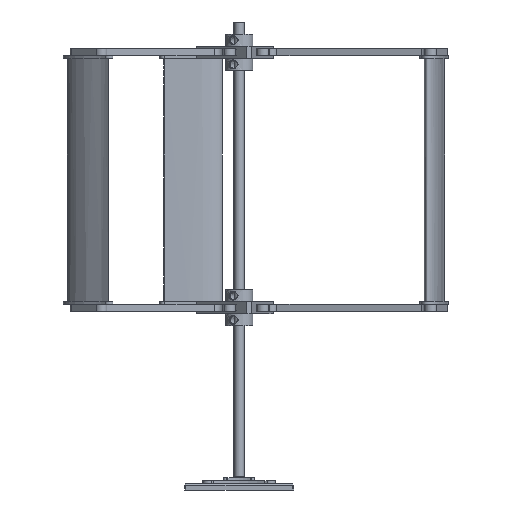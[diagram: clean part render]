
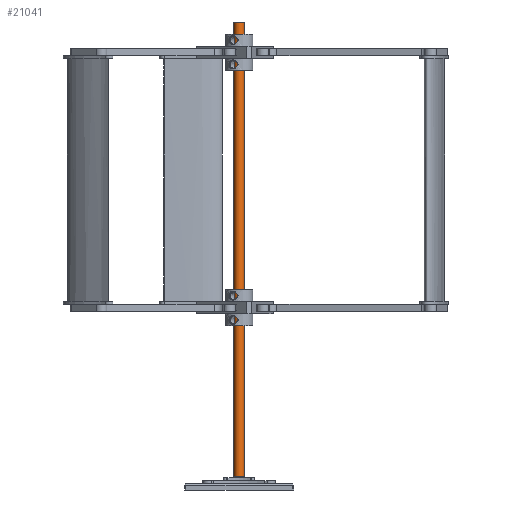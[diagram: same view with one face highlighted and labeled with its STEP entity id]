
A CAD part, left-side view. The second image highlights one B-rep face of the part: STEP entity #21041.
In plain terms, the highlighted free-form (B-spline) face has degree [2, 1] with [9, 2] control points.
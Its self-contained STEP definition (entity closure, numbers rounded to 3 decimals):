
#21041 = ADVANCED_FACE('',(#21042),#21074,.T.);
#21042 = FACE_BOUND('',#21043,.T.);
#21043 = EDGE_LOOP('',(#21044,#21056,#21063,#21073));
#21044 = ORIENTED_EDGE('',*,*,#21045,.F.);
#21045 = EDGE_CURVE('',#21046,#21046,#21048,.T.);
#21046 = VERTEX_POINT('',#21047);
#21047 = CARTESIAN_POINT('',(8.593,6.063,
    956.388));
#21048 = ( BOUNDED_CURVE() B_SPLINE_CURVE(2,(#21049,#21050,#21051,#21052
    ,#21053,#21054,#21055),.UNSPECIFIED.,.T.,.F.) 
B_SPLINE_CURVE_WITH_KNOTS((3,2,2,3),(3.142,5.236,
7.33,9.425),.PIECEWISE_BEZIER_KNOTS.) CURVE() 
GEOMETRIC_REPRESENTATION_ITEM() RATIONAL_B_SPLINE_CURVE((1.,0.5,1.,0.5,
1.,0.5,1.)) REPRESENTATION_ITEM('') );
#21049 = CARTESIAN_POINT('',(8.593,6.063,
    956.388));
#21050 = CARTESIAN_POINT('',(-1.909,20.946,
    956.388));
#21051 = CARTESIAN_POINT('',(-9.547,4.41,
    956.388));
#21052 = CARTESIAN_POINT('',(-17.185,-12.127,
    956.388));
#21053 = CARTESIAN_POINT('',(0.955,-10.473,
    956.388));
#21054 = CARTESIAN_POINT('',(19.095,-8.82,
    956.388));
#21055 = CARTESIAN_POINT('',(8.593,6.063,
    956.388));
#21056 = ORIENTED_EDGE('',*,*,#21057,.T.);
#21057 = EDGE_CURVE('',#21046,#21058,#21060,.T.);
#21058 = VERTEX_POINT('',#21059);
#21059 = CARTESIAN_POINT('',(8.593,6.063,
    28.457));
#21060 = B_SPLINE_CURVE_WITH_KNOTS('',1,(#21061,#21062),.UNSPECIFIED.,
  .F.,.F.,(2,2),(-750.,0.),.PIECEWISE_BEZIER_KNOTS.);
#21061 = CARTESIAN_POINT('',(8.593,6.063,
    956.388));
#21062 = CARTESIAN_POINT('',(8.593,6.063,
    28.457));
#21063 = ORIENTED_EDGE('',*,*,#21064,.T.);
#21064 = EDGE_CURVE('',#21058,#21058,#21065,.T.);
#21065 = ( BOUNDED_CURVE() B_SPLINE_CURVE(2,(#21066,#21067,#21068,#21069
    ,#21070,#21071,#21072),.UNSPECIFIED.,.T.,.F.) 
B_SPLINE_CURVE_WITH_KNOTS((3,2,2,3),(3.142,5.236,
7.33,9.425),.PIECEWISE_BEZIER_KNOTS.) CURVE() 
GEOMETRIC_REPRESENTATION_ITEM() RATIONAL_B_SPLINE_CURVE((1.,0.5,1.,0.5,
1.,0.5,1.)) REPRESENTATION_ITEM('') );
#21066 = CARTESIAN_POINT('',(8.593,6.063,
    28.457));
#21067 = CARTESIAN_POINT('',(-1.909,20.946,
    28.457));
#21068 = CARTESIAN_POINT('',(-9.547,4.41,
    28.457));
#21069 = CARTESIAN_POINT('',(-17.185,-12.127,
    28.457));
#21070 = CARTESIAN_POINT('',(0.955,-10.473,
    28.457));
#21071 = CARTESIAN_POINT('',(19.095,-8.82,
    28.457));
#21072 = CARTESIAN_POINT('',(8.593,6.063,
    28.457));
#21073 = ORIENTED_EDGE('',*,*,#21057,.F.);
#21074 = ( BOUNDED_SURFACE() B_SPLINE_SURFACE(2,1,(
    (#21075,#21076)
    ,(#21077,#21078)
    ,(#21079,#21080)
    ,(#21081,#21082)
    ,(#21083,#21084)
    ,(#21085,#21086)
    ,(#21087,#21088)
    ,(#21089,#21090)
    ,(#21091,#21092
)),.UNSPECIFIED.,.T.,.F.,.F.) B_SPLINE_SURFACE_WITH_KNOTS((3,2,2,2,3),(2
    ,2),(-3.142,-2.094,0.,2.094,3.142)
,(0.,750.),.UNSPECIFIED.) GEOMETRIC_REPRESENTATION_ITEM() 
RATIONAL_B_SPLINE_SURFACE((
    (0.75,0.75)
    ,(0.75,0.75)
    ,(1.,1.)
    ,(0.5,0.5)
    ,(1.,1.)
    ,(0.5,0.5)
    ,(1.,1.)
    ,(0.75,0.75)
,(0.75,0.75))) REPRESENTATION_ITEM('') SURFACE() );
#21075 = CARTESIAN_POINT('',(8.593,6.063,
    28.457));
#21076 = CARTESIAN_POINT('',(8.593,6.063,
    956.388));
#21077 = CARTESIAN_POINT('',(5.092,11.024,
    28.457));
#21078 = CARTESIAN_POINT('',(5.092,11.024,
    956.388));
#21079 = CARTESIAN_POINT('',(-0.955,10.473,
    28.457));
#21080 = CARTESIAN_POINT('',(-0.955,10.473,
    956.388));
#21081 = CARTESIAN_POINT('',(-19.095,8.82,
    28.457));
#21082 = CARTESIAN_POINT('',(-19.095,8.82,
    956.388));
#21083 = CARTESIAN_POINT('',(-8.593,-6.063,
    28.457));
#21084 = CARTESIAN_POINT('',(-8.593,-6.063,
    956.388));
#21085 = CARTESIAN_POINT('',(1.909,-20.946,
    28.457));
#21086 = CARTESIAN_POINT('',(1.909,-20.946,
    956.388));
#21087 = CARTESIAN_POINT('',(9.547,-4.41,
    28.457));
#21088 = CARTESIAN_POINT('',(9.547,-4.41,
    956.388));
#21089 = CARTESIAN_POINT('',(12.093,1.102,
    28.457));
#21090 = CARTESIAN_POINT('',(12.093,1.102,
    956.388));
#21091 = CARTESIAN_POINT('',(8.593,6.063,
    28.457));
#21092 = CARTESIAN_POINT('',(8.593,6.063,
    956.388));
